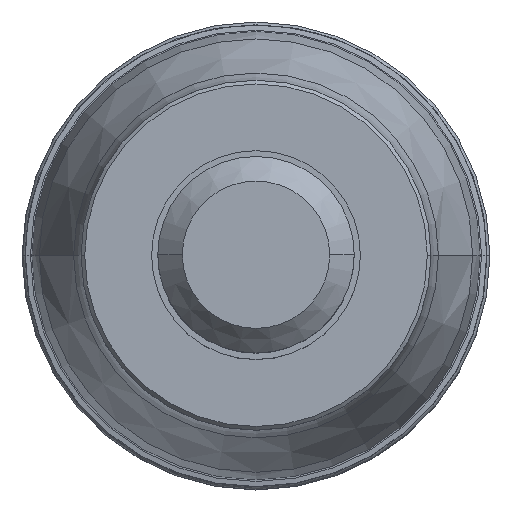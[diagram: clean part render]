
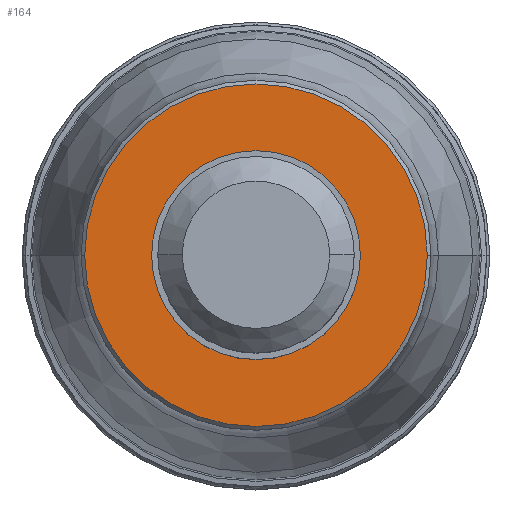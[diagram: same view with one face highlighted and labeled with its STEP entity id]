
A CAD part, top view. The second image highlights one B-rep face of the part: STEP entity #164.
In plain terms, the highlighted planar face has unit normal (0, 0, 1).
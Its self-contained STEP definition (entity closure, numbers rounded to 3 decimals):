
#28=PLANE('',#1414);
#33=FACE_BOUND('',#331,.T.);
#34=FACE_BOUND('',#332,.T.);
#164=ADVANCED_FACE('',(#33,#34),#28,.F.);
#331=EDGE_LOOP('',(#537,#538,#539,#540));
#332=EDGE_LOOP('',(#541,#542));
#537=ORIENTED_EDGE('',*,*,#907,.F.);
#538=ORIENTED_EDGE('',*,*,#908,.F.);
#539=ORIENTED_EDGE('',*,*,#906,.F.);
#540=ORIENTED_EDGE('',*,*,#905,.F.);
#541=ORIENTED_EDGE('',*,*,#909,.F.);
#542=ORIENTED_EDGE('',*,*,#910,.F.);
#765=VERTEX_POINT('',#3173);
#766=VERTEX_POINT('',#3175);
#767=VERTEX_POINT('',#3177);
#768=VERTEX_POINT('',#3181);
#769=VERTEX_POINT('',#3184);
#770=VERTEX_POINT('',#3185);
#905=EDGE_CURVE('',#766,#767,#1091,.T.);
#906=EDGE_CURVE('',#767,#765,#1092,.T.);
#907=EDGE_CURVE('',#768,#766,#1093,.T.);
#908=EDGE_CURVE('',#765,#768,#1094,.T.);
#909=EDGE_CURVE('',#769,#770,#1095,.T.);
#910=EDGE_CURVE('',#770,#769,#1096,.T.);
#1091=CIRCLE('',#1407,13.95);
#1092=CIRCLE('',#1408,13.95);
#1093=CIRCLE('',#1410,13.95);
#1094=CIRCLE('',#1411,13.95);
#1095=CIRCLE('',#1412,8.5);
#1096=CIRCLE('',#1413,8.5);
#1407=AXIS2_PLACEMENT_3D('',#3176,#1707,#1708);
#1408=AXIS2_PLACEMENT_3D('',#3178,#1709,#1710);
#1410=AXIS2_PLACEMENT_3D('',#3180,#1713,#1714);
#1411=AXIS2_PLACEMENT_3D('',#3182,#1715,#1716);
#1412=AXIS2_PLACEMENT_3D('',#3183,#1717,#1718);
#1413=AXIS2_PLACEMENT_3D('',#3186,#1719,#1720);
#1414=AXIS2_PLACEMENT_3D('',#3187,#1721,#1722);
#1707=DIRECTION('',(0.,0.,-1.));
#1708=DIRECTION('',(1.,0.,0.));
#1709=DIRECTION('',(0.,0.,-1.));
#1710=DIRECTION('',(0.,-1.,0.));
#1713=DIRECTION('',(0.,0.,-1.));
#1714=DIRECTION('',(0.,1.,0.));
#1715=DIRECTION('',(0.,0.,-1.));
#1716=DIRECTION('',(-1.,0.,0.));
#1717=DIRECTION('',(0.,0.,1.));
#1718=DIRECTION('',(1.,0.,0.));
#1719=DIRECTION('',(0.,0.,1.));
#1720=DIRECTION('',(-1.,0.,0.));
#1721=DIRECTION('',(0.,0.,-1.));
#1722=DIRECTION('',(-1.,0.,0.));
#3173=CARTESIAN_POINT('',(-13.95,0.,0.));
#3175=CARTESIAN_POINT('',(13.95,0.,0.));
#3176=CARTESIAN_POINT('',(0.,0.,0.));
#3177=CARTESIAN_POINT('',(0.,-13.95,0.));
#3178=CARTESIAN_POINT('',(0.,0.,0.));
#3180=CARTESIAN_POINT('',(0.,0.,0.));
#3181=CARTESIAN_POINT('',(0.,13.95,0.));
#3182=CARTESIAN_POINT('',(0.,0.,0.));
#3183=CARTESIAN_POINT('',(0.,0.,0.));
#3184=CARTESIAN_POINT('',(8.5,0.,0.));
#3185=CARTESIAN_POINT('',(-8.5,0.,0.));
#3186=CARTESIAN_POINT('',(0.,0.,0.));
#3187=CARTESIAN_POINT('',(0.,0.,0.));
